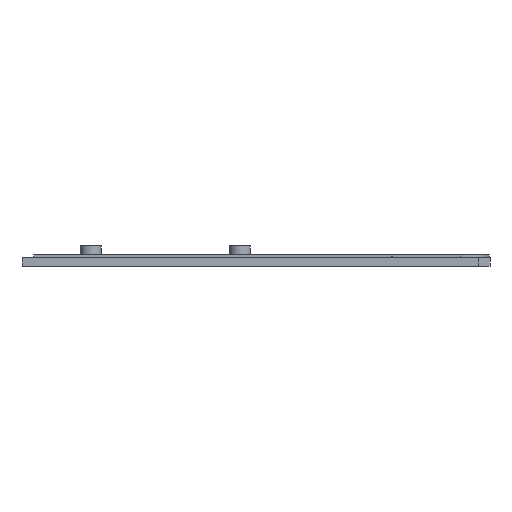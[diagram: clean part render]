
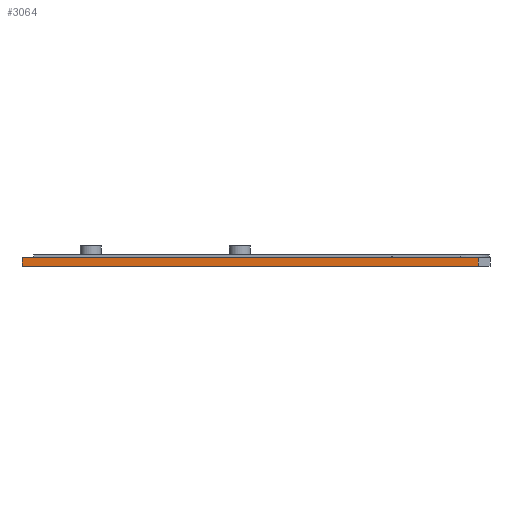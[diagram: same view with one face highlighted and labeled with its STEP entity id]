
A CAD part, left-side view. The second image highlights one B-rep face of the part: STEP entity #3064.
In plain terms, the highlighted planar face has unit normal (-1, 0, 0).
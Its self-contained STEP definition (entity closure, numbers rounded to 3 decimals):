
#201=PLANE('',#3286);
#349=FACE_OUTER_BOUND('',#579,.T.);
#579=EDGE_LOOP('',(#2830,#2831,#2832,#2833));
#753=LINE('',#4482,#1113);
#923=LINE('',#4856,#1283);
#939=LINE('',#4891,#1299);
#940=LINE('',#4892,#1300);
#1113=VECTOR('',#3626,10.);
#1283=VECTOR('',#4006,10.);
#1299=VECTOR('',#4028,10.);
#1300=VECTOR('',#4029,10.);
#1529=VERTEX_POINT('',#4467);
#1536=VERTEX_POINT('',#4480);
#1634=VERTEX_POINT('',#4853);
#1635=VERTEX_POINT('',#4855);
#1847=EDGE_CURVE('',#1536,#1529,#753,.T.);
#2033=EDGE_CURVE('',#1634,#1635,#923,.T.);
#2051=EDGE_CURVE('',#1634,#1529,#939,.T.);
#2052=EDGE_CURVE('',#1635,#1536,#940,.T.);
#2830=ORIENTED_EDGE('',*,*,#2033,.F.);
#2831=ORIENTED_EDGE('',*,*,#2051,.T.);
#2832=ORIENTED_EDGE('',*,*,#1847,.F.);
#2833=ORIENTED_EDGE('',*,*,#2052,.F.);
#3064=ADVANCED_FACE('',(#349),#201,.T.);
#3286=AXIS2_PLACEMENT_3D('',#4890,#4026,#4027);
#3626=DIRECTION('',(0.,1.,0.));
#4006=DIRECTION('',(0.,-1.,0.));
#4026=DIRECTION('center_axis',(-1.,0.,
0.));
#4027=DIRECTION('ref_axis',(0.,1.,0.));
#4028=DIRECTION('',(0.,0.,-1.));
#4029=DIRECTION('',(0.,0.,-1.));
#4467=CARTESIAN_POINT('',(-86.3,329.05,-34.6));
#4480=CARTESIAN_POINT('',(-86.25,176.133,-34.6));
#4482=CARTESIAN_POINT('',(-86.287,289.836,-34.6));
#4853=CARTESIAN_POINT('',(-86.3,329.05,-31.8));
#4855=CARTESIAN_POINT('',(-86.25,176.133,-31.8));
#4856=CARTESIAN_POINT('',(-86.287,289.836,-31.8));
#4890=CARTESIAN_POINT('Origin',(-86.25,176.133,-31.8));
#4891=CARTESIAN_POINT('',(-86.3,329.05,-31.8));
#4892=CARTESIAN_POINT('',(-86.25,176.133,-31.8));
